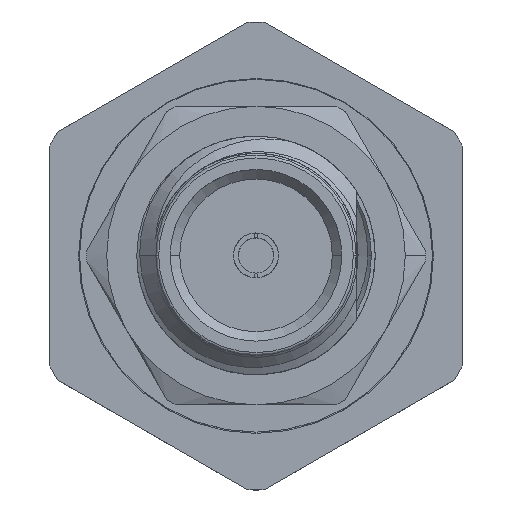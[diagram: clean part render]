
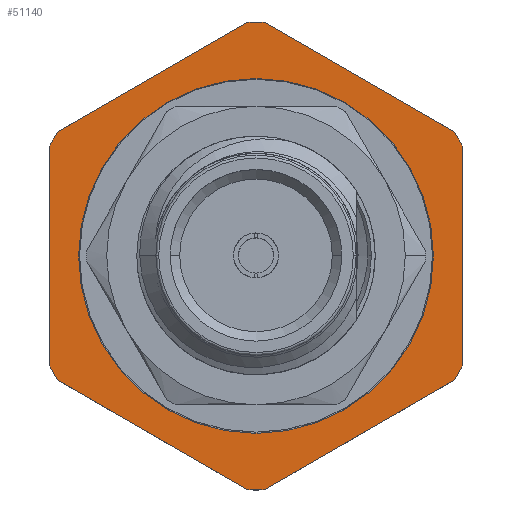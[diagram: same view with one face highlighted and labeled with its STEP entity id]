
A CAD part, top view. The second image highlights one B-rep face of the part: STEP entity #51140.
In plain terms, the highlighted planar face has unit normal (0, 0, 1).
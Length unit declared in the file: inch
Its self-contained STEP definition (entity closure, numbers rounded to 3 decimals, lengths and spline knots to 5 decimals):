
#132 = AXIS2_PLACEMENT_3D ( 'NONE', #64269, #43535, #16173 ) ;
#179 = ORIENTED_EDGE ( 'NONE', *, *, #40093, .T. ) ;
#1005 = CIRCLE ( 'NONE', #34621, 0.24527 ) ;
#2317 = EDGE_CURVE ( 'NONE', #61424, #32659, #25560, .T. ) ;
#2401 = EDGE_CURVE ( 'NONE', #53526, #18161, #8807, .T. ) ;
#3141 = DIRECTION ( 'NONE',  ( 0.866, -0.5, 0. ) ) ;
#3638 = VERTEX_POINT ( 'NONE', #11386 ) ;
#4183 = AXIS2_PLACEMENT_3D ( 'NONE', #36183, #24617, #36534 ) ;
#5058 = CARTESIAN_POINT ( 'NONE',  ( 0., 0.25003, 0. ) ) ;
#5410 = DIRECTION ( 'NONE',  ( -0.866, -0.5, 0. ) ) ;
#5475 = CARTESIAN_POINT ( 'NONE',  ( 0., -0.25003, 0. ) ) ;
#5641 = PLANE ( 'NONE',  #10800 ) ;
#7037 = CARTESIAN_POINT ( 'NONE',  ( 0.21654, -0.11519, 0. ) ) ;
#7999 = CARTESIAN_POINT ( 'NONE',  ( 0.00851, 0.24512, 0. ) ) ;
#8018 = VERTEX_POINT ( 'NONE', #7037 ) ;
#8052 = CARTESIAN_POINT ( 'NONE',  ( 0., 0., 0. ) ) ;
#8306 = EDGE_CURVE ( 'NONE', #18161, #3638, #15975, .T. ) ;
#8769 = EDGE_CURVE ( 'NONE', #38715, #57425, #36526, .T. ) ;
#8807 = CIRCLE ( 'NONE', #47988, 0.24527 ) ;
#10800 = AXIS2_PLACEMENT_3D ( 'NONE', #69127, #64581, #21040 ) ;
#11275 = VECTOR ( 'NONE', #57545, 39.37008 ) ;
#11386 = CARTESIAN_POINT ( 'NONE',  ( 0.20802, -0.12993, 0. ) ) ;
#11411 = DIRECTION ( 'NONE',  ( 0., 0., 1. ) ) ;
#11635 = ORIENTED_EDGE ( 'NONE', *, *, #35552, .T. ) ;
#13237 = DIRECTION ( 'NONE',  ( 1., 0., 0. ) ) ;
#13274 = ORIENTED_EDGE ( 'NONE', *, *, #36083, .F. ) ;
#13339 = CARTESIAN_POINT ( 'NONE',  ( 0., 0., 0. ) ) ;
#13914 = DIRECTION ( 'NONE',  ( 0., 0., 1. ) ) ;
#15975 = LINE ( 'NONE', #5475, #28646 ) ;
#16173 = DIRECTION ( 'NONE',  ( 1., 0., 0. ) ) ;
#17420 = CARTESIAN_POINT ( 'NONE',  ( 0., 0., 0. ) ) ;
#17619 = CARTESIAN_POINT ( 'NONE',  ( 0., 0., 0. ) ) ;
#18161 = VERTEX_POINT ( 'NONE', #27939 ) ;
#18245 = VERTEX_POINT ( 'NONE', #24708 ) ;
#18824 = EDGE_CURVE ( 'NONE', #61431, #18827, #57934, .T. ) ;
#18827 = VERTEX_POINT ( 'NONE', #31278 ) ;
#19396 = CARTESIAN_POINT ( 'NONE',  ( -0.186, 0., 0. ) ) ;
#20710 = CARTESIAN_POINT ( 'NONE',  ( 0.186, 0., 0. ) ) ;
#21040 = DIRECTION ( 'NONE',  ( 1., 0., 0. ) ) ;
#21552 = CARTESIAN_POINT ( 'NONE',  ( 0., 0., 0. ) ) ;
#21688 = ORIENTED_EDGE ( 'NONE', *, *, #18824, .T. ) ;
#21895 = AXIS2_PLACEMENT_3D ( 'NONE', #21552, #11411, #42956 ) ;
#22315 = DIRECTION ( 'NONE',  ( 0., 0., 1. ) ) ;
#23172 = CARTESIAN_POINT ( 'NONE',  ( -0.00851, -0.24512, 0. ) ) ;
#23515 = ORIENTED_EDGE ( 'NONE', *, *, #55090, .T. ) ;
#24617 = DIRECTION ( 'NONE',  ( 0., 0., 1. ) ) ;
#24708 = CARTESIAN_POINT ( 'NONE',  ( 0.20802, 0.12993, 0. ) ) ;
#24876 = CARTESIAN_POINT ( 'NONE',  ( 0.21654, 0.12502, 0. ) ) ;
#25057 = CARTESIAN_POINT ( 'NONE',  ( 0.21654, -0.12502, 0. ) ) ;
#25560 = CIRCLE ( 'NONE', #41235, 0.24527 ) ;
#26301 = LINE ( 'NONE', #52273, #11275 ) ;
#27461 = VERTEX_POINT ( 'NONE', #47226 ) ;
#27536 = CIRCLE ( 'NONE', #21895, 0.24527 ) ;
#27939 = CARTESIAN_POINT ( 'NONE',  ( 0.00851, -0.24512, 0. ) ) ;
#28450 = EDGE_CURVE ( 'NONE', #8018, #27461, #41195, .T. ) ;
#28646 = VECTOR ( 'NONE', #32802, 39.37008 ) ;
#29488 = ORIENTED_EDGE ( 'NONE', *, *, #30665, .F. ) ;
#29787 = CARTESIAN_POINT ( 'NONE',  ( -0.21654, -0.12502, 0. ) ) ;
#30605 = ORIENTED_EDGE ( 'NONE', *, *, #8306, .T. ) ;
#30665 = EDGE_CURVE ( 'NONE', #37371, #67569, #44097, .T. ) ;
#31278 = CARTESIAN_POINT ( 'NONE',  ( -0.20802, -0.12993, 0. ) ) ;
#32659 = VERTEX_POINT ( 'NONE', #52015 ) ;
#32802 = DIRECTION ( 'NONE',  ( 0.866, 0.5, 0. ) ) ;
#32914 = ORIENTED_EDGE ( 'NONE', *, *, #28450, .T. ) ;
#34232 = CARTESIAN_POINT ( 'NONE',  ( -0.00851, 0.24512, 0. ) ) ;
#34621 = AXIS2_PLACEMENT_3D ( 'NONE', #17420, #22315, #43378 ) ;
#35552 = EDGE_CURVE ( 'NONE', #57425, #61424, #41537, .T. ) ;
#36024 = ORIENTED_EDGE ( 'NONE', *, *, #8769, .T. ) ;
#36083 = EDGE_CURVE ( 'NONE', #67569, #37371, #47162, .T. ) ;
#36183 = CARTESIAN_POINT ( 'NONE',  ( 0., 0., 0. ) ) ;
#36526 = CIRCLE ( 'NONE', #55568, 0.24527 ) ;
#36534 = DIRECTION ( 'NONE',  ( 1., 0., 0. ) ) ;
#37358 = AXIS2_PLACEMENT_3D ( 'NONE', #8052, #61731, #61374 ) ;
#37371 = VERTEX_POINT ( 'NONE', #19396 ) ;
#37913 = ORIENTED_EDGE ( 'NONE', *, *, #58486, .T. ) ;
#38715 = VERTEX_POINT ( 'NONE', #7999 ) ;
#40093 = EDGE_CURVE ( 'NONE', #32659, #61431, #26301, .T. ) ;
#40310 = VECTOR ( 'NONE', #62642, 39.37008 ) ;
#40363 = ORIENTED_EDGE ( 'NONE', *, *, #2401, .T. ) ;
#40382 = CARTESIAN_POINT ( 'NONE',  ( -0.20802, 0.12993, 0. ) ) ;
#41013 = DIRECTION ( 'NONE',  ( -0.866, 0.5, 0. ) ) ;
#41195 = LINE ( 'NONE', #25057, #40310 ) ;
#41235 = AXIS2_PLACEMENT_3D ( 'NONE', #17619, #55150, #44983 ) ;
#41537 = LINE ( 'NONE', #5058, #48253 ) ;
#42956 = DIRECTION ( 'NONE',  ( 1., 0., 0. ) ) ;
#43378 = DIRECTION ( 'NONE',  ( 1., 0., 0. ) ) ;
#43535 = DIRECTION ( 'NONE',  ( 0., 0., 1. ) ) ;
#44097 = CIRCLE ( 'NONE', #37358, 0.186 ) ;
#44983 = DIRECTION ( 'NONE',  ( 1., 0., 0. ) ) ;
#45215 = EDGE_CURVE ( 'NONE', #3638, #8018, #1005, .T. ) ;
#45945 = LINE ( 'NONE', #24876, #57074 ) ;
#47162 = CIRCLE ( 'NONE', #132, 0.186 ) ;
#47226 = CARTESIAN_POINT ( 'NONE',  ( 0.21654, 0.11519, 0. ) ) ;
#47409 = EDGE_CURVE ( 'NONE', #18245, #38715, #45945, .T. ) ;
#47699 = FACE_OUTER_BOUND ( 'NONE', #58212, .T. ) ;
#47832 = VECTOR ( 'NONE', #3141, 39.37008 ) ;
#47988 = AXIS2_PLACEMENT_3D ( 'NONE', #62007, #13914, #13237 ) ;
#48253 = VECTOR ( 'NONE', #5410, 39.37008 ) ;
#51140 = ADVANCED_FACE ( 'NONE', ( #47699, #53660 ), #5641, .T. ) ;
#52015 = CARTESIAN_POINT ( 'NONE',  ( -0.21654, 0.11519, 0. ) ) ;
#52273 = CARTESIAN_POINT ( 'NONE',  ( -0.21654, 0.12502, 0. ) ) ;
#53526 = VERTEX_POINT ( 'NONE', #23172 ) ;
#53660 = FACE_BOUND ( 'NONE', #53960, .T. ) ;
#53960 = EDGE_LOOP ( 'NONE', ( #13274, #29488 ) ) ;
#53962 = ORIENTED_EDGE ( 'NONE', *, *, #47409, .T. ) ;
#55090 = EDGE_CURVE ( 'NONE', #18827, #53526, #66656, .T. ) ;
#55150 = DIRECTION ( 'NONE',  ( 0., 0., 1. ) ) ;
#55568 = AXIS2_PLACEMENT_3D ( 'NONE', #13339, #56117, #61770 ) ;
#55813 = CARTESIAN_POINT ( 'NONE',  ( -0.21654, -0.11519, 0. ) ) ;
#56117 = DIRECTION ( 'NONE',  ( 0., 0., 1. ) ) ;
#57074 = VECTOR ( 'NONE', #41013, 39.37008 ) ;
#57425 = VERTEX_POINT ( 'NONE', #34232 ) ;
#57545 = DIRECTION ( 'NONE',  ( 0., -1., 0. ) ) ;
#57934 = CIRCLE ( 'NONE', #4183, 0.24527 ) ;
#58212 = EDGE_LOOP ( 'NONE', ( #30605, #60159, #32914, #37913, #53962, #36024, #11635, #58877, #179, #21688, #23515, #40363 ) ) ;
#58486 = EDGE_CURVE ( 'NONE', #27461, #18245, #27536, .T. ) ;
#58877 = ORIENTED_EDGE ( 'NONE', *, *, #2317, .T. ) ;
#60159 = ORIENTED_EDGE ( 'NONE', *, *, #45215, .T. ) ;
#61374 = DIRECTION ( 'NONE',  ( 1., 0., 0. ) ) ;
#61424 = VERTEX_POINT ( 'NONE', #40382 ) ;
#61431 = VERTEX_POINT ( 'NONE', #55813 ) ;
#61731 = DIRECTION ( 'NONE',  ( 0., 0., 1. ) ) ;
#61770 = DIRECTION ( 'NONE',  ( 1., 0., 0. ) ) ;
#62007 = CARTESIAN_POINT ( 'NONE',  ( 0., 0., 0. ) ) ;
#62642 = DIRECTION ( 'NONE',  ( 0., 1., 0. ) ) ;
#64269 = CARTESIAN_POINT ( 'NONE',  ( 0., 0., 0. ) ) ;
#64581 = DIRECTION ( 'NONE',  ( 0., 0., 1. ) ) ;
#66656 = LINE ( 'NONE', #29787, #47832 ) ;
#67569 = VERTEX_POINT ( 'NONE', #20710 ) ;
#69127 = CARTESIAN_POINT ( 'NONE',  ( 0., 0., 0. ) ) ;
